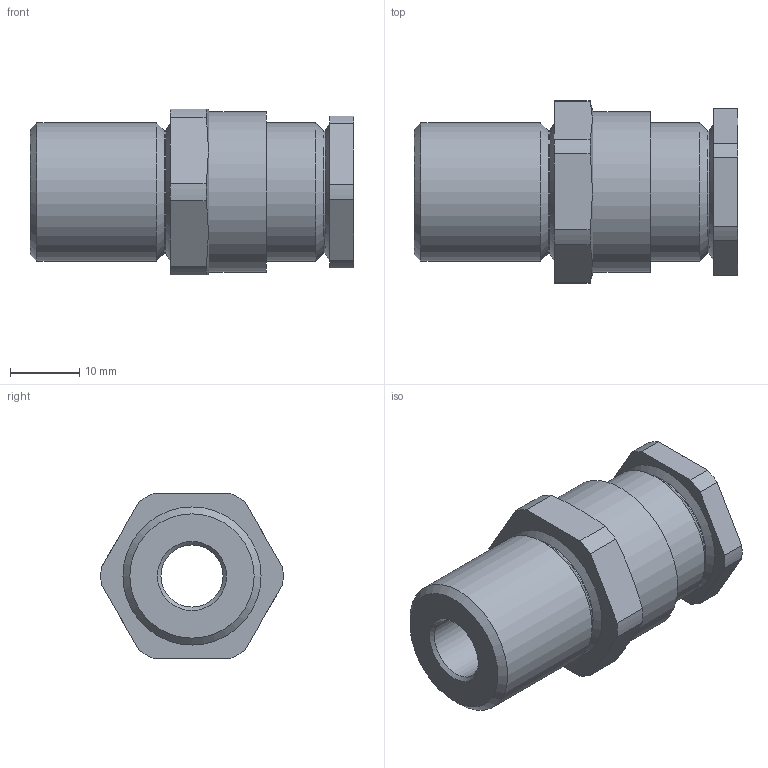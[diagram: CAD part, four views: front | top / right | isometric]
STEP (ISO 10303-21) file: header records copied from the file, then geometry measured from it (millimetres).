
FILE_DESCRIPTION (( 'STEP AP203' ), '1' );
FILE_NAME ('20S16A21RA20LOE.STEP', '2023-07-06T08:40:46', ( '' ), ( '' ), 'SwSTEP 2.0', 'SolidWorks 2021', '' );
FILE_SCHEMA (( 'CONFIG_CONTROL_DESIGN' ));
Length unit declared in the file: millimetre
Products named in the file (1): 20S16A21RA20LOE
Bounding box: 46.9 x 26.39 x 24 mm (x, y, z)
Volume: 12173.7 mm3; surface area: 5810.9 mm2
Topology: 1 solids, 1 shells, 45 faces, 109 edges, 70 vertices
Faces by surface type: cylinder 19, plane 18, cone 7, torus 1
Full cylindrical faces by diameter (mm): 9 x1, 15.4 x1, 17.718 x2, 20 x2, 23.3 x1
Entity records: 1319 total; most frequent: CARTESIAN_POINT 234, DIRECTION 220, ORIENTED_EDGE 182, EDGE_CURVE 91, AXIS2_PLACEMENT_3D 89, VERTEX_POINT 67, EDGE_LOOP 66, FACE_OUTER_BOUND 53
